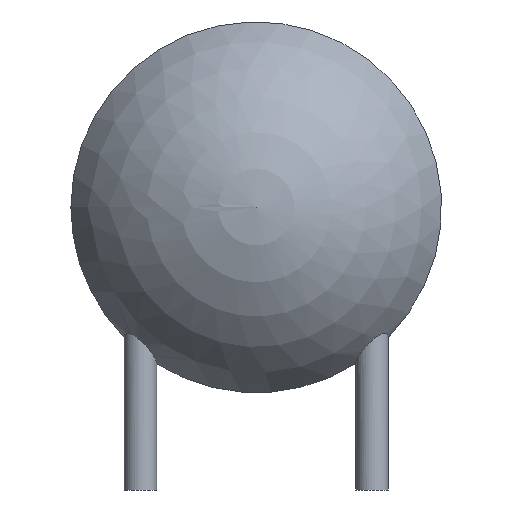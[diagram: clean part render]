
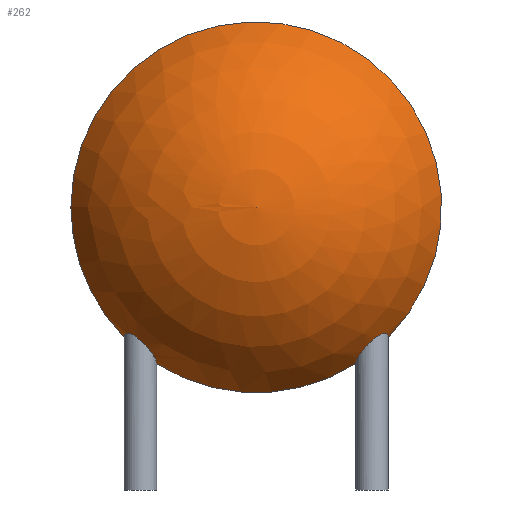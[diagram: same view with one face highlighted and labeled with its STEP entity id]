
A CAD part, front view. The second image highlights one B-rep face of the part: STEP entity #262.
In plain terms, the highlighted spherical face has radius 4.45 mm.
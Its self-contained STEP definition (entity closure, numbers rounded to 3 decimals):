
#59 = VERTEX_POINT('',#60);
#60 = CARTESIAN_POINT('',(2.15,0.,0.727));
#79 = EDGE_CURVE('',#59,#80,#82,.T.);
#80 = VERTEX_POINT('',#81);
#81 = CARTESIAN_POINT('',(2.85,0.,1.293));
#82 = B_SPLINE_CURVE_WITH_KNOTS('',8,(#83,#84,#85,#86,#87,#88,#89,#90,
#91,#92,#93,#94,#95,#96,#97,#98,#99,#100,#101,#102,#103,#104,#105,
#106,#107,#108,#109,#110,#111,#112,#113,#114,#115,#116,#117,#118,
#119,#120,#121,#122,#123,#124,#125,#126),.UNSPECIFIED.,.F.,.F.,(9,7,
7,7,7,7,9),(0.,0.193,0.368,0.514,
0.646,0.806,1.),.UNSPECIFIED.);
#83 = CARTESIAN_POINT('',(2.15,0.,0.727));
#84 = CARTESIAN_POINT('',(2.15,-0.023,0.74));
#85 = CARTESIAN_POINT('',(2.152,-0.045,
0.754));
#86 = CARTESIAN_POINT('',(2.155,-0.067,
0.769));
#87 = CARTESIAN_POINT('',(2.16,-0.088,
0.785));
#88 = CARTESIAN_POINT('',(2.166,-0.109,0.802)
);
#89 = CARTESIAN_POINT('',(2.173,-0.129,0.82)
);
#90 = CARTESIAN_POINT('',(2.182,-0.149,0.839)
);
#91 = CARTESIAN_POINT('',(2.202,-0.185,0.876)
);
#92 = CARTESIAN_POINT('',(2.213,-0.202,0.894)
);
#93 = CARTESIAN_POINT('',(2.225,-0.218,0.914)
);
#94 = CARTESIAN_POINT('',(2.238,-0.234,0.933)
);
#95 = CARTESIAN_POINT('',(2.252,-0.249,0.954)
);
#96 = CARTESIAN_POINT('',(2.267,-0.263,0.975)
);
#97 = CARTESIAN_POINT('',(2.284,-0.276,0.997)
);
#98 = CARTESIAN_POINT('',(2.318,-0.299,1.038)
);
#99 = CARTESIAN_POINT('',(2.334,-0.309,1.058)
);
#100 = CARTESIAN_POINT('',(2.351,-0.318,1.078)
);
#101 = CARTESIAN_POINT('',(2.369,-0.326,1.098
));
#102 = CARTESIAN_POINT('',(2.388,-0.333,1.119
));
#103 = CARTESIAN_POINT('',(2.408,-0.339,1.14)
);
#104 = CARTESIAN_POINT('',(2.43,-0.344,1.161
));
#105 = CARTESIAN_POINT('',(2.473,-0.35,1.201)
);
#106 = CARTESIAN_POINT('',(2.494,-0.351,1.221
));
#107 = CARTESIAN_POINT('',(2.516,-0.351,1.24
));
#108 = CARTESIAN_POINT('',(2.539,-0.35,1.259
));
#109 = CARTESIAN_POINT('',(2.562,-0.346,1.277
));
#110 = CARTESIAN_POINT('',(2.584,-0.341,1.294
));
#111 = CARTESIAN_POINT('',(2.607,-0.334,1.309)
);
#112 = CARTESIAN_POINT('',(2.656,-0.315,1.339
));
#113 = CARTESIAN_POINT('',(2.681,-0.302,1.353)
);
#114 = CARTESIAN_POINT('',(2.705,-0.286,1.364
));
#115 = CARTESIAN_POINT('',(2.728,-0.269,1.373
));
#116 = CARTESIAN_POINT('',(2.748,-0.25,1.378
));
#117 = CARTESIAN_POINT('',(2.766,-0.23,1.38
));
#118 = CARTESIAN_POINT('',(2.782,-0.209,1.379
));
#119 = CARTESIAN_POINT('',(2.811,-0.163,1.373
));
#120 = CARTESIAN_POINT('',(2.823,-0.139,1.367)
);
#121 = CARTESIAN_POINT('',(2.833,-0.114,1.358
));
#122 = CARTESIAN_POINT('',(2.84,-0.091,
1.348));
#123 = CARTESIAN_POINT('',(2.845,-0.067,
1.336));
#124 = CARTESIAN_POINT('',(2.848,-0.045,
1.323));
#125 = CARTESIAN_POINT('',(2.85,-0.022,1.309));
#126 = CARTESIAN_POINT('',(2.85,0.,1.293));
#175 = VERTEX_POINT('',#176);
#176 = CARTESIAN_POINT('',(-4.,0.,4.1));
#184 = EDGE_CURVE('',#80,#175,#185,.T.);
#185 = CIRCLE('',#186,4.);
#186 = AXIS2_PLACEMENT_3D('',#187,#188,#189);
#187 = CARTESIAN_POINT('',(0.,0.,4.1));
#188 = DIRECTION('',(0.,-1.,0.));
#189 = DIRECTION('',(-1.,0.,0.));
#193 = EDGE_CURVE('',#194,#59,#196,.T.);
#194 = VERTEX_POINT('',#195);
#195 = CARTESIAN_POINT('',(-2.15,0.,0.727));
#196 = CIRCLE('',#197,4.);
#197 = AXIS2_PLACEMENT_3D('',#198,#199,#200);
#198 = CARTESIAN_POINT('',(0.,0.,4.1));
#199 = DIRECTION('',(0.,-1.,0.));
#200 = DIRECTION('',(-1.,0.,0.));
#203 = VERTEX_POINT('',#204);
#204 = CARTESIAN_POINT('',(-2.85,0.,1.293));
#251 = EDGE_CURVE('',#175,#203,#252,.T.);
#252 = CIRCLE('',#253,4.);
#253 = AXIS2_PLACEMENT_3D('',#254,#255,#256);
#254 = CARTESIAN_POINT('',(0.,0.,4.1));
#255 = DIRECTION('',(0.,-1.,0.));
#256 = DIRECTION('',(-1.,0.,0.));
#262 = ADVANCED_FACE('',(#263),#335,.T.);
#263 = FACE_BOUND('',#264,.T.);
#264 = EDGE_LOOP('',(#265,#274,#275,#312,#331,#332,#333,#334));
#265 = ORIENTED_EDGE('',*,*,#266,.F.);
#266 = EDGE_CURVE('',#175,#267,#269,.T.);
#267 = VERTEX_POINT('',#268);
#268 = CARTESIAN_POINT('',(0.,-2.5,4.1));
#269 = CIRCLE('',#270,4.45);
#270 = AXIS2_PLACEMENT_3D('',#271,#272,#273);
#271 = CARTESIAN_POINT('',(0.,1.95,4.1));
#272 = DIRECTION('',(0.,0.,1.));
#273 = DIRECTION('',(-0.899,-0.438,0.));
#274 = ORIENTED_EDGE('',*,*,#251,.T.);
#275 = ORIENTED_EDGE('',*,*,#276,.T.);
#276 = EDGE_CURVE('',#203,#277,#279,.T.);
#277 = VERTEX_POINT('',#278);
#278 = CARTESIAN_POINT('',(-2.5,-0.35,1.226));
#279 = B_SPLINE_CURVE_WITH_KNOTS('',7,(#280,#281,#282,#283,#284,#285,
#286,#287,#288,#289,#290,#291,#292,#293,#294,#295,#296,#297,#298,
#299,#300,#301,#302,#303,#304,#305,#306,#307,#308,#309,#310,#311),
.UNSPECIFIED.,.F.,.F.,(8,6,6,6,6,8),(0.,0.265,0.432,
0.557,0.766,1.),.UNSPECIFIED.);
#280 = CARTESIAN_POINT('',(-2.85,0.,1.293));
#281 = CARTESIAN_POINT('',(-2.85,-0.015,1.304));
#282 = CARTESIAN_POINT('',(-2.849,-0.031,
1.314));
#283 = CARTESIAN_POINT('',(-2.848,-0.047,
1.324));
#284 = CARTESIAN_POINT('',(-2.845,-0.064,
1.334));
#285 = CARTESIAN_POINT('',(-2.841,-0.083,
1.343));
#286 = CARTESIAN_POINT('',(-2.835,-0.103,1.352
));
#287 = CARTESIAN_POINT('',(-2.822,-0.138,1.365
));
#288 = CARTESIAN_POINT('',(-2.816,-0.151,1.369
));
#289 = CARTESIAN_POINT('',(-2.809,-0.165,1.373)
);
#290 = CARTESIAN_POINT('',(-2.802,-0.178,
1.376));
#291 = CARTESIAN_POINT('',(-2.794,-0.191,
1.377));
#292 = CARTESIAN_POINT('',(-2.785,-0.204,
1.378));
#293 = CARTESIAN_POINT('',(-2.768,-0.225,1.378
));
#294 = CARTESIAN_POINT('',(-2.761,-0.234,
1.378));
#295 = CARTESIAN_POINT('',(-2.753,-0.243,
1.377));
#296 = CARTESIAN_POINT('',(-2.745,-0.251,
1.375));
#297 = CARTESIAN_POINT('',(-2.736,-0.259,
1.373));
#298 = CARTESIAN_POINT('',(-2.728,-0.266,
1.37));
#299 = CARTESIAN_POINT('',(-2.704,-0.285,
1.362));
#300 = CARTESIAN_POINT('',(-2.689,-0.295,1.356)
);
#301 = CARTESIAN_POINT('',(-2.674,-0.305,
1.349));
#302 = CARTESIAN_POINT('',(-2.658,-0.313,
1.34));
#303 = CARTESIAN_POINT('',(-2.642,-0.32,
1.331));
#304 = CARTESIAN_POINT('',(-2.627,-0.327,
1.322));
#305 = CARTESIAN_POINT('',(-2.594,-0.338,
1.3));
#306 = CARTESIAN_POINT('',(-2.577,-0.342,
1.288));
#307 = CARTESIAN_POINT('',(-2.56,-0.345,
1.275));
#308 = CARTESIAN_POINT('',(-2.545,-0.348,
1.263));
#309 = CARTESIAN_POINT('',(-2.529,-0.349,
1.251));
#310 = CARTESIAN_POINT('',(-2.515,-0.35,1.238
));
#311 = CARTESIAN_POINT('',(-2.5,-0.35,1.226));
#312 = ORIENTED_EDGE('',*,*,#313,.T.);
#313 = EDGE_CURVE('',#277,#194,#314,.T.);
#314 = B_SPLINE_CURVE_WITH_KNOTS('',8,(#315,#316,#317,#318,#319,#320,
#321,#322,#323,#324,#325,#326,#327,#328,#329,#330),.UNSPECIFIED.,.F.
,.F.,(9,7,9),(0.,0.496,1.),.UNSPECIFIED.);
#315 = CARTESIAN_POINT('',(-2.5,-0.35,1.226));
#316 = CARTESIAN_POINT('',(-2.463,-0.35,
1.194));
#317 = CARTESIAN_POINT('',(-2.428,-0.346,
1.161));
#318 = CARTESIAN_POINT('',(-2.395,-0.337,1.127
));
#319 = CARTESIAN_POINT('',(-2.363,-0.326,
1.093));
#320 = CARTESIAN_POINT('',(-2.333,-0.311,
1.059));
#321 = CARTESIAN_POINT('',(-2.305,-0.294,
1.025));
#322 = CARTESIAN_POINT('',(-2.28,-0.274,
0.992));
#323 = CARTESIAN_POINT('',(-2.233,-0.228,
0.926));
#324 = CARTESIAN_POINT('',(-2.211,-0.203,0.893)
);
#325 = CARTESIAN_POINT('',(-2.193,-0.174,
0.862));
#326 = CARTESIAN_POINT('',(-2.177,-0.144,0.831
));
#327 = CARTESIAN_POINT('',(-2.164,-0.111,0.802
));
#328 = CARTESIAN_POINT('',(-2.155,-0.076,
0.775));
#329 = CARTESIAN_POINT('',(-2.15,-0.039,0.749));
#330 = CARTESIAN_POINT('',(-2.15,0.,0.727));
#331 = ORIENTED_EDGE('',*,*,#193,.T.);
#332 = ORIENTED_EDGE('',*,*,#79,.T.);
#333 = ORIENTED_EDGE('',*,*,#184,.T.);
#334 = ORIENTED_EDGE('',*,*,#266,.T.);
#335 = SPHERICAL_SURFACE('',#336,4.45);
#336 = AXIS2_PLACEMENT_3D('',#337,#338,#339);
#337 = CARTESIAN_POINT('',(0.,1.95,4.1));
#338 = DIRECTION('',(0.,-1.,0.));
#339 = DIRECTION('',(-1.,0.,0.));
